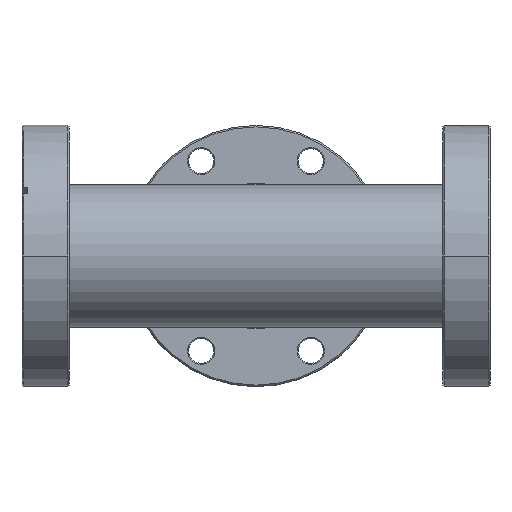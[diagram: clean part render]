
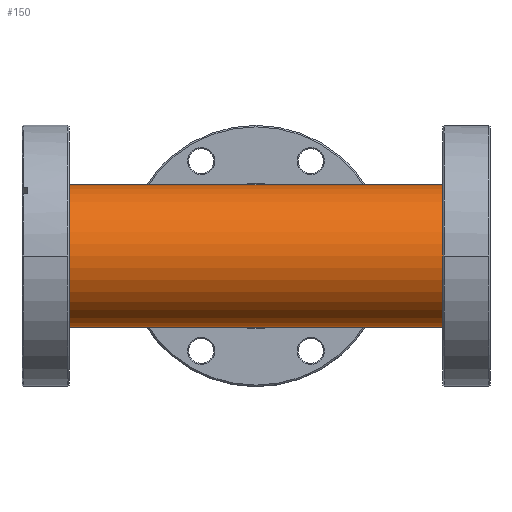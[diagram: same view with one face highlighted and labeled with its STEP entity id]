
A CAD part, front view. The second image highlights one B-rep face of the part: STEP entity #150.
In plain terms, the highlighted cylindrical face has radius 19.05 mm (diameter 38.1 mm), a partial arc.
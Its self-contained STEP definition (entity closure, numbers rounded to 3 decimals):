
#36 = CYLINDRICAL_SURFACE ( 'NONE', #1700, 19.05 ) ;
#77 = EDGE_LOOP ( 'NONE', ( #893, #1679, #2204, #1696, #2090, #1613 ) ) ;
#90 = CARTESIAN_POINT ( 'NONE',  ( 57.4, 0., 19.05 ) ) ;
#150 = ADVANCED_FACE ( 'NONE', ( #1047 ), #36, .T. ) ;
#178 = CIRCLE ( 'NONE', #930, 19.05 ) ;
#305 = VERTEX_POINT ( 'NONE', #2025 ) ;
#330 = CARTESIAN_POINT ( 'NONE',  ( 0., 0., 19.05 ) ) ;
#382 = DIRECTION ( 'NONE',  ( 0., 0., -1. ) ) ;
#431 = EDGE_CURVE ( 'NONE', #927, #2099, #178, .T. ) ;
#444 = CARTESIAN_POINT ( 'NONE',  ( 57.4, 0., -19.05 ) ) ;
#562 = VERTEX_POINT ( 'NONE', #1733 ) ;
#572 = CARTESIAN_POINT ( 'NONE',  ( -57.4, 0., -19.05 ) ) ;
#646 = DIRECTION ( 'NONE',  ( -1., 0., 0. ) ) ;
#651 = VECTOR ( 'NONE', #646, 1000. ) ;
#662 = EDGE_CURVE ( 'NONE', #562, #2099, #1750, .T. ) ;
#759 = CIRCLE ( 'NONE', #1485, 19.05 ) ;
#779 = DIRECTION ( 'NONE',  ( 1., 0., 0. ) ) ;
#800 = CARTESIAN_POINT ( 'NONE',  ( 57.4, 0., -19.05 ) ) ;
#893 = ORIENTED_EDGE ( 'NONE', *, *, #2288, .F. ) ;
#927 = VERTEX_POINT ( 'NONE', #1987 ) ;
#930 = AXIS2_PLACEMENT_3D ( 'NONE', #1567, #779, #382 ) ;
#957 = CARTESIAN_POINT ( 'NONE',  ( 57.4, 0., 19.05 ) ) ;
#971 = DIRECTION ( 'NONE',  ( -1., 0., 0. ) ) ;
#994 = VECTOR ( 'NONE', #2569, 1000. ) ;
#1026 = DIRECTION ( 'NONE',  ( -1., 0., 0. ) ) ;
#1028 = EDGE_CURVE ( 'NONE', #305, #1507, #759, .T. ) ;
#1047 = FACE_OUTER_BOUND ( 'NONE', #77, .T. ) ;
#1111 = DIRECTION ( 'NONE',  ( 0., 0., 1. ) ) ;
#1388 = VECTOR ( 'NONE', #1026, 1000. ) ;
#1467 = VECTOR ( 'NONE', #971, 1000. ) ;
#1485 = AXIS2_PLACEMENT_3D ( 'NONE', #1493, #1874, #1635 ) ;
#1493 = CARTESIAN_POINT ( 'NONE',  ( 57.4, 0., 0. ) ) ;
#1503 = CARTESIAN_POINT ( 'NONE',  ( 57.4, 0., 0. ) ) ;
#1507 = VERTEX_POINT ( 'NONE', #2023 ) ;
#1567 = CARTESIAN_POINT ( 'NONE',  ( -57.4, 0., 0. ) ) ;
#1578 = LINE ( 'NONE', #444, #651 ) ;
#1613 = ORIENTED_EDGE ( 'NONE', *, *, #662, .F. ) ;
#1635 = DIRECTION ( 'NONE',  ( 0., 0., -1. ) ) ;
#1679 = ORIENTED_EDGE ( 'NONE', *, *, #1028, .F. ) ;
#1696 = ORIENTED_EDGE ( 'NONE', *, *, #2157, .T. ) ;
#1700 = AXIS2_PLACEMENT_3D ( 'NONE', #1503, #1843, #1111 ) ;
#1709 = VERTEX_POINT ( 'NONE', #330 ) ;
#1733 = CARTESIAN_POINT ( 'NONE',  ( 0., 0., -19.05 ) ) ;
#1750 = LINE ( 'NONE', #800, #1388 ) ;
#1843 = DIRECTION ( 'NONE',  ( -1., 0., 0. ) ) ;
#1874 = DIRECTION ( 'NONE',  ( 1., 0., 0. ) ) ;
#1987 = CARTESIAN_POINT ( 'NONE',  ( -57.4, 0., 19.05 ) ) ;
#2021 = EDGE_CURVE ( 'NONE', #305, #1709, #2567, .T. ) ;
#2023 = CARTESIAN_POINT ( 'NONE',  ( 57.4, 0., -19.05 ) ) ;
#2025 = CARTESIAN_POINT ( 'NONE',  ( 57.4, 0., 19.05 ) ) ;
#2090 = ORIENTED_EDGE ( 'NONE', *, *, #431, .T. ) ;
#2098 = LINE ( 'NONE', #90, #1467 ) ;
#2099 = VERTEX_POINT ( 'NONE', #572 ) ;
#2157 = EDGE_CURVE ( 'NONE', #1709, #927, #2098, .T. ) ;
#2204 = ORIENTED_EDGE ( 'NONE', *, *, #2021, .T. ) ;
#2288 = EDGE_CURVE ( 'NONE', #1507, #562, #1578, .T. ) ;
#2567 = LINE ( 'NONE', #957, #994 ) ;
#2569 = DIRECTION ( 'NONE',  ( -1., 0., 0. ) ) ;
